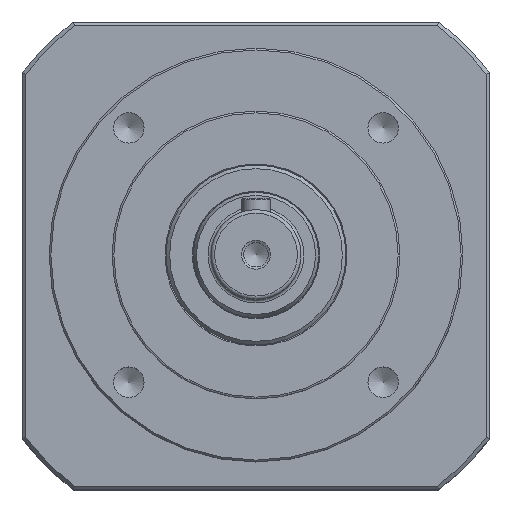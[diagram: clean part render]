
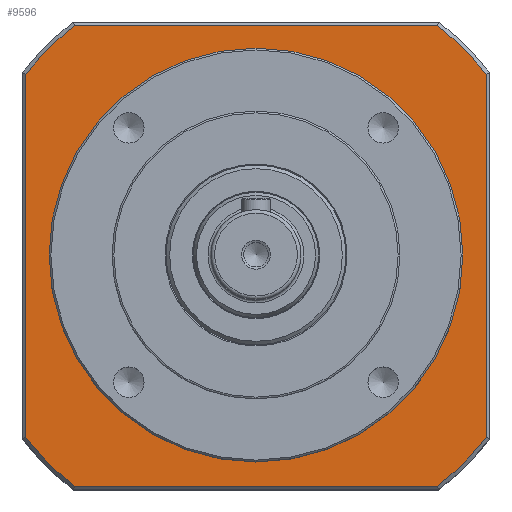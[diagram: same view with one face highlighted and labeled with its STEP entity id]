
A CAD part, top view. The second image highlights one B-rep face of the part: STEP entity #9596.
In plain terms, the highlighted planar face has unit normal (0, 0, 1).
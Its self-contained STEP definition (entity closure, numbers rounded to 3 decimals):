
#9451=CARTESIAN_POINT('',(0.,0.,-139.));
#9452=DIRECTION('',(0.0,0.0,1.0));
#9453=DIRECTION('',(1.0,0.0,0.0));
#9454=AXIS2_PLACEMENT_3D('',#9451,#9452,#9453);
#9455=PLANE('',#9454);
#9456=CARTESIAN_POINT('',(50.46,-64.0,-139.));
#9457=VERTEX_POINT('',#9456);
#9458=CARTESIAN_POINT('',(64.0,-50.46,-139.));
#9459=VERTEX_POINT('',#9458);
#9460=CARTESIAN_POINT('',(0.,0.,-139.));
#9461=DIRECTION('',(0.0,0.0,1.0));
#9462=DIRECTION('',(1.0,0.0,0.0));
#9463=AXIS2_PLACEMENT_3D('',#9460,#9461,#9462);
#9464=CIRCLE('',#9463,81.5);
#9465=EDGE_CURVE('',#9457,#9459,#9464,.T.);
#9466=ORIENTED_EDGE('',*,*,#9465,.T.);
#9467=CARTESIAN_POINT('',(64.,50.46,-139.));
#9468=VERTEX_POINT('',#9467);
#9469=CARTESIAN_POINT('',(64.,-50.46,-139.));
#9470=DIRECTION('',(0.0,1.0,0.0));
#9471=VECTOR('',#9470,100.921);
#9472=LINE('',#9469,#9471);
#9473=EDGE_CURVE('',#9459,#9468,#9472,.T.);
#9474=ORIENTED_EDGE('',*,*,#9473,.T.);
#9475=CARTESIAN_POINT('',(50.46,64.,-139.));
#9476=VERTEX_POINT('',#9475);
#9477=CARTESIAN_POINT('',(0.,0.,-139.));
#9478=DIRECTION('',(0.0,0.0,1.0));
#9479=DIRECTION('',(1.0,0.0,0.0));
#9480=AXIS2_PLACEMENT_3D('',#9477,#9478,#9479);
#9481=CIRCLE('',#9480,81.5);
#9482=EDGE_CURVE('',#9468,#9476,#9481,.T.);
#9483=ORIENTED_EDGE('',*,*,#9482,.T.);
#9484=CARTESIAN_POINT('',(-50.46,64.,-139.));
#9485=VERTEX_POINT('',#9484);
#9486=CARTESIAN_POINT('',(50.46,64.,-139.));
#9487=DIRECTION('',(-1.0,0.0,0.0));
#9488=VECTOR('',#9487,100.921);
#9489=LINE('',#9486,#9488);
#9490=EDGE_CURVE('',#9476,#9485,#9489,.T.);
#9491=ORIENTED_EDGE('',*,*,#9490,.T.);
#9492=CARTESIAN_POINT('',(-64.,50.46,-139.));
#9493=VERTEX_POINT('',#9492);
#9494=CARTESIAN_POINT('',(0.,0.,-139.));
#9495=DIRECTION('',(0.0,0.0,1.0));
#9496=DIRECTION('',(1.0,0.0,0.0));
#9497=AXIS2_PLACEMENT_3D('',#9494,#9495,#9496);
#9498=CIRCLE('',#9497,81.5);
#9499=EDGE_CURVE('',#9485,#9493,#9498,.T.);
#9500=ORIENTED_EDGE('',*,*,#9499,.T.);
#9501=CARTESIAN_POINT('',(-64.,-50.46,-139.));
#9502=VERTEX_POINT('',#9501);
#9503=CARTESIAN_POINT('',(-64.,50.46,-139.));
#9504=DIRECTION('',(0.0,-1.0,0.0));
#9505=VECTOR('',#9504,100.921);
#9506=LINE('',#9503,#9505);
#9507=EDGE_CURVE('',#9493,#9502,#9506,.T.);
#9508=ORIENTED_EDGE('',*,*,#9507,.T.);
#9509=CARTESIAN_POINT('',(-50.46,-64.,-139.));
#9510=VERTEX_POINT('',#9509);
#9511=CARTESIAN_POINT('',(0.,0.,-139.));
#9512=DIRECTION('',(0.0,0.0,1.0));
#9513=DIRECTION('',(1.0,0.0,0.0));
#9514=AXIS2_PLACEMENT_3D('',#9511,#9512,#9513);
#9515=CIRCLE('',#9514,81.5);
#9516=EDGE_CURVE('',#9502,#9510,#9515,.T.);
#9517=ORIENTED_EDGE('',*,*,#9516,.T.);
#9518=CARTESIAN_POINT('',(-50.46,-64.0,-139.));
#9519=DIRECTION('',(1.0,0.0,0.0));
#9520=VECTOR('',#9519,100.921);
#9521=LINE('',#9518,#9520);
#9522=EDGE_CURVE('',#9510,#9457,#9521,.T.);
#9523=ORIENTED_EDGE('',*,*,#9522,.T.);
#9524=EDGE_LOOP('',(#9466,#9474,#9483,#9491,#9500,#9508,#9517,#9523));
#9525=FACE_OUTER_BOUND('',#9524,.T.);
#9526=CARTESIAN_POINT('',(-45.,24.,-139.));
#9527=VERTEX_POINT('',#9526);
#9528=CARTESIAN_POINT('',(-45.,-24.,-139.));
#9529=VERTEX_POINT('',#9528);
#9530=CARTESIAN_POINT('',(-45.,24.,-139.));
#9531=DIRECTION('',(0.0,-1.0,0.0));
#9532=VECTOR('',#9531,48.);
#9533=LINE('',#9530,#9532);
#9534=EDGE_CURVE('',#9527,#9529,#9533,.T.);
#9535=ORIENTED_EDGE('',*,*,#9534,.F.);
#9536=CARTESIAN_POINT('',(-24.,45.,-139.));
#9537=VERTEX_POINT('',#9536);
#9538=CARTESIAN_POINT('',(0.,0.,-139.));
#9539=DIRECTION('',(0.0,0.0,1.0));
#9540=DIRECTION('',(1.0,0.0,0.0));
#9541=AXIS2_PLACEMENT_3D('',#9538,#9539,#9540);
#9542=CIRCLE('',#9541,51.);
#9543=EDGE_CURVE('',#9537,#9527,#9542,.T.);
#9544=ORIENTED_EDGE('',*,*,#9543,.F.);
#9545=CARTESIAN_POINT('',(24.,45.0,-139.));
#9546=VERTEX_POINT('',#9545);
#9547=CARTESIAN_POINT('',(24.,45.0,-139.));
#9548=DIRECTION('',(-1.0,0.0,0.0));
#9549=VECTOR('',#9548,48.);
#9550=LINE('',#9547,#9549);
#9551=EDGE_CURVE('',#9546,#9537,#9550,.T.);
#9552=ORIENTED_EDGE('',*,*,#9551,.F.);
#9553=CARTESIAN_POINT('',(45.0,24.,-139.));
#9554=VERTEX_POINT('',#9553);
#9555=CARTESIAN_POINT('',(0.,0.,-139.));
#9556=DIRECTION('',(0.0,0.0,1.0));
#9557=DIRECTION('',(1.0,0.0,0.0));
#9558=AXIS2_PLACEMENT_3D('',#9555,#9556,#9557);
#9559=CIRCLE('',#9558,51.);
#9560=EDGE_CURVE('',#9554,#9546,#9559,.T.);
#9561=ORIENTED_EDGE('',*,*,#9560,.F.);
#9562=CARTESIAN_POINT('',(45.0,-24.,-139.));
#9563=VERTEX_POINT('',#9562);
#9564=CARTESIAN_POINT('',(45.0,-24.,-139.));
#9565=DIRECTION('',(0.0,1.0,0.0));
#9566=VECTOR('',#9565,48.);
#9567=LINE('',#9564,#9566);
#9568=EDGE_CURVE('',#9563,#9554,#9567,.T.);
#9569=ORIENTED_EDGE('',*,*,#9568,.F.);
#9570=CARTESIAN_POINT('',(24.,-45.,-139.));
#9571=VERTEX_POINT('',#9570);
#9572=CARTESIAN_POINT('',(0.,0.,-139.));
#9573=DIRECTION('',(0.0,0.0,1.0));
#9574=DIRECTION('',(1.0,0.0,0.0));
#9575=AXIS2_PLACEMENT_3D('',#9572,#9573,#9574);
#9576=CIRCLE('',#9575,51.);
#9577=EDGE_CURVE('',#9571,#9563,#9576,.T.);
#9578=ORIENTED_EDGE('',*,*,#9577,.F.);
#9579=CARTESIAN_POINT('',(-24.,-45.,-139.));
#9580=VERTEX_POINT('',#9579);
#9581=CARTESIAN_POINT('',(-24.,-45.,-139.));
#9582=DIRECTION('',(1.0,0.0,0.0));
#9583=VECTOR('',#9582,48.0);
#9584=LINE('',#9581,#9583);
#9585=EDGE_CURVE('',#9580,#9571,#9584,.T.);
#9586=ORIENTED_EDGE('',*,*,#9585,.F.);
#9587=CARTESIAN_POINT('',(0.,0.,-139.));
#9588=DIRECTION('',(0.0,0.0,1.0));
#9589=DIRECTION('',(1.0,0.0,0.0));
#9590=AXIS2_PLACEMENT_3D('',#9587,#9588,#9589);
#9591=CIRCLE('',#9590,51.);
#9592=EDGE_CURVE('',#9529,#9580,#9591,.T.);
#9593=ORIENTED_EDGE('',*,*,#9592,.F.);
#9594=EDGE_LOOP('',(#9535,#9544,#9552,#9561,#9569,#9578,#9586,#9593));
#9595=FACE_BOUND('',#9594,.T.);
#9596=ADVANCED_FACE('',(#9525,#9595),#9455,.T.);
